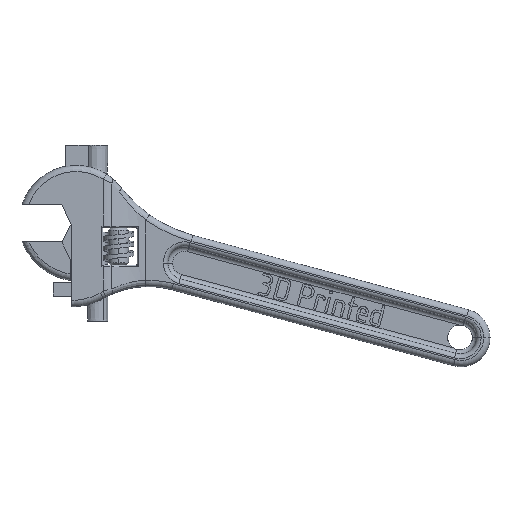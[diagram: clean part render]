
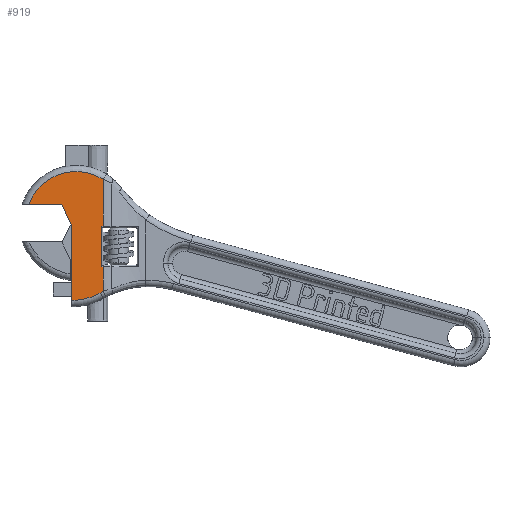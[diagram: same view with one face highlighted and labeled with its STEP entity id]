
A CAD part, top view. The second image highlights one B-rep face of the part: STEP entity #919.
In plain terms, the highlighted planar face has unit normal (0, 0, 1).
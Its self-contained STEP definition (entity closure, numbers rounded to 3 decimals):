
#919=ADVANCED_FACE('',(#2032),#2033,.T.);
#2032=FACE_OUTER_BOUND('',#4183,.T.);
#2033=PLANE('',#4184);
#4183=EDGE_LOOP('',(#8016,#8017,#8018,#8019,#8020,#8021,#8022,#8023,#8024,#8025,#8026));
#4184=AXIS2_PLACEMENT_3D('',#8027,#8028,#8029);
#8016=ORIENTED_EDGE('',*,*,#11214,.T.);
#8017=ORIENTED_EDGE('',*,*,#11215,.T.);
#8018=ORIENTED_EDGE('',*,*,#11216,.T.);
#8019=ORIENTED_EDGE('',*,*,#11217,.T.);
#8020=ORIENTED_EDGE('',*,*,#11218,.T.);
#8021=ORIENTED_EDGE('',*,*,#11219,.T.);
#8022=ORIENTED_EDGE('',*,*,#11220,.T.);
#8023=ORIENTED_EDGE('',*,*,#11221,.T.);
#8024=ORIENTED_EDGE('',*,*,#10129,.T.);
#8025=ORIENTED_EDGE('',*,*,#11222,.T.);
#8026=ORIENTED_EDGE('',*,*,#10628,.T.);
#8027=CARTESIAN_POINT('',(-8.569,51.489,11.0));
#8028=DIRECTION('',(0.0,0.0,1.0));
#8029=DIRECTION('',(1.0,0.0,0.0));
#10129=EDGE_CURVE('',#11768,#11766,#11769,.T.);
#10628=EDGE_CURVE('',#12638,#12639,#12640,.T.);
#11214=EDGE_CURVE('',#12639,#13510,#13511,.T.);
#11215=EDGE_CURVE('',#13510,#13512,#13513,.T.);
#11216=EDGE_CURVE('',#13512,#12786,#13514,.T.);
#11217=EDGE_CURVE('',#12786,#13442,#13515,.T.);
#11218=EDGE_CURVE('',#13442,#13516,#13517,.T.);
#11219=EDGE_CURVE('',#13516,#13518,#13519,.T.);
#11220=EDGE_CURVE('',#13518,#13520,#13521,.T.);
#11221=EDGE_CURVE('',#13520,#11768,#13522,.T.);
#11222=EDGE_CURVE('',#11766,#12638,#13523,.T.);
#11766=VERTEX_POINT('',#14210);
#11768=VERTEX_POINT('',#14212);
#11769=CIRCLE('',#14213,18.336);
#12638=VERTEX_POINT('',#15938);
#12639=VERTEX_POINT('',#15939);
#12640=B_SPLINE_CURVE_WITH_KNOTS('',1,(#15940,#15941),.UNSPECIFIED.,.F.,.F.,(2,2),(0.212,0.953),.UNSPECIFIED.);
#12786=VERTEX_POINT('',#16233);
#13442=VERTEX_POINT('',#17733);
#13510=VERTEX_POINT('',#17890);
#13511=LINE('',#17891,#17892);
#13512=VERTEX_POINT('',#17893);
#13513=LINE('',#17894,#17895);
#13514=LINE('',#17896,#17897);
#13515=B_SPLINE_CURVE_WITH_KNOTS('',1,(#17898,#17899),.UNSPECIFIED.,.F.,.F.,(2,2),(0.028,0.87),.UNSPECIFIED.);
#13516=VERTEX_POINT('',#17900);
#13517=CIRCLE('',#17901,16.285);
#13518=VERTEX_POINT('',#17902);
#13519=LINE('',#17903,#17904);
#13520=VERTEX_POINT('',#17905);
#13521=LINE('',#17906,#17907);
#13522=LINE('',#17908,#17909);
#13523=CIRCLE('',#17910,31.263);
#14210=CARTESIAN_POINT('',(-49.665,-9.002,11.0));
#14212=CARTESIAN_POINT('',(-58.747,-11.409,11.0));
#14213=AXIS2_PLACEMENT_3D('',#19154,#19155,#19156);
#15938=CARTESIAN_POINT('',(-48.675,-8.461,11.0));
#15939=CARTESIAN_POINT('',(-48.675,-0.5,11.0));
#15940=CARTESIAN_POINT('',(-48.675,-8.461,11.0));
#15941=CARTESIAN_POINT('',(-48.675,-0.5,11.0));
#16233=CARTESIAN_POINT('',(-48.675,12.5,11.0));
#17733=CARTESIAN_POINT('',(-48.675,27.517,11.0));
#17890=CARTESIAN_POINT('',(-49.247,-0.5,11.0));
#17891=CARTESIAN_POINT('',(-48.747,-0.5,11.0));
#17892=VECTOR('',#19909,1000.0);
#17893=CARTESIAN_POINT('',(-49.247,12.5,11.0));
#17894=CARTESIAN_POINT('',(-49.247,12.5,11.0));
#17895=VECTOR('',#19910,1000.0);
#17896=CARTESIAN_POINT('',(-8.569,12.5,11.0));
#17897=VECTOR('',#19911,1000.0);
#17898=CARTESIAN_POINT('',(-48.675,12.5,11.0));
#17899=CARTESIAN_POINT('',(-48.675,27.517,11.0));
#17900=CARTESIAN_POINT('',(-72.641,19.453,11.0));
#17901=AXIS2_PLACEMENT_3D('',#19912,#19913,#19914);
#17902=CARTESIAN_POINT('',(-62.027,19.453,11.0));
#17903=CARTESIAN_POINT('',(-68.394,19.453,11.0));
#17904=VECTOR('',#19915,1000.0);
#17905=CARTESIAN_POINT('',(-58.747,12.7,11.0));
#17906=CARTESIAN_POINT('',(-60.387,16.076,11.0));
#17907=VECTOR('',#19916,1000.0);
#17908=CARTESIAN_POINT('',(-58.747,-0.355,11.0));
#17909=VECTOR('',#19917,1000.0);
#17910=AXIS2_PLACEMENT_3D('',#19918,#19919,#19920);
#19154=CARTESIAN_POINT('',(-58.747,6.927,11.0));
#19155=DIRECTION('',(0.0,0.0,1.0));
#19156=DIRECTION('',(1.0,0.0,0.0));
#19909=DIRECTION('',(-1.0,0.0,0.0));
#19910=DIRECTION('',(0.0,1.0,0.0));
#19911=DIRECTION('',(1.0,0.0,0.0));
#19912=CARTESIAN_POINT('',(-57.385,13.757,11.0));
#19913=DIRECTION('',(0.0,0.0,1.0));
#19914=DIRECTION('',(1.0,0.0,0.0));
#19915=DIRECTION('',(1.0,0.0,0.0));
#19916=DIRECTION('',(0.437,-0.9,0.0));
#19917=DIRECTION('',(0.,-1.0,0.0));
#19918=CARTESIAN_POINT('',(-34.181,-36.161,11.0));
#19919=DIRECTION('',(0.0,0.0,-1.0));
#19920=DIRECTION('',(1.0,0.0,0.0));
